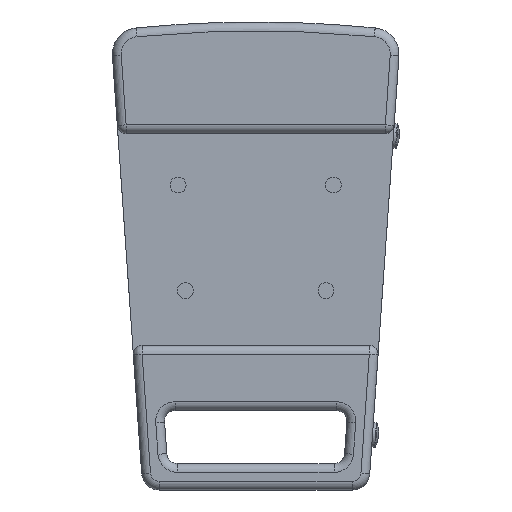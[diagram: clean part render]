
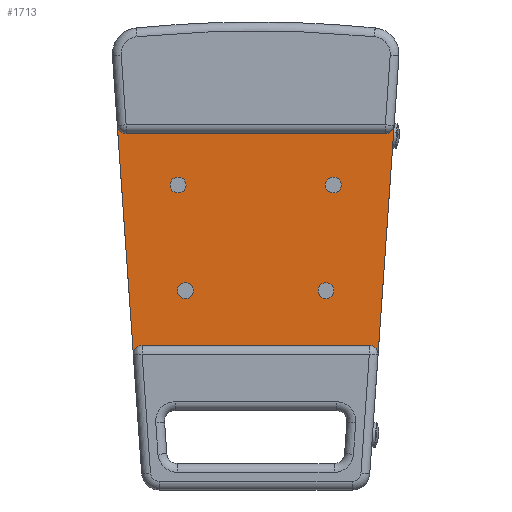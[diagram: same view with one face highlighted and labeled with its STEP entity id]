
A CAD part, left-side view. The second image highlights one B-rep face of the part: STEP entity #1713.
In plain terms, the highlighted planar face has unit normal (-1, 0, 0).
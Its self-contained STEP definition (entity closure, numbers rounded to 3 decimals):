
#72 = VECTOR ( 'NONE', #9643, 1000. ) ;
#120 = DIRECTION ( 'NONE',  ( 1., 0., 0. ) ) ;
#224 = DIRECTION ( 'NONE',  ( 0., 0., -1. ) ) ;
#402 = EDGE_CURVE ( 'NONE', #8626, #16815, #27081, .T. ) ;
#775 = ORIENTED_EDGE ( 'NONE', *, *, #15990, .F. ) ;
#817 = CARTESIAN_POINT ( 'NONE',  ( -225.5, -39.824, -12.5 ) ) ;
#1042 = EDGE_LOOP ( 'NONE', ( #8015, #775, #11562, #18008, #7570, #21809, #23528, #25737 ) ) ;
#1373 = DIRECTION ( 'NONE',  ( -1., 0., 0. ) ) ;
#1713 = ADVANCED_FACE ( 'NONE', ( #22442, #20787, #5913, #24809, #26635 ), #24940, .T. ) ;
#1873 = ORIENTED_EDGE ( 'NONE', *, *, #13357, .T. ) ;
#1920 = VERTEX_POINT ( 'NONE', #9293 ) ;
#1935 = CIRCLE ( 'NONE', #27241, 4.5 ) ;
#1978 = EDGE_CURVE ( 'NONE', #24401, #23780, #5183, .T. ) ;
#2164 = DIRECTION ( 'NONE',  ( -1., 0., 0. ) ) ;
#2415 = CIRCLE ( 'NONE', #18851, 4.5 ) ;
#2418 = CIRCLE ( 'NONE', #12650, 4.5 ) ;
#2718 = DIRECTION ( 'NONE',  ( 0., 0., 1. ) ) ;
#2721 = LINE ( 'NONE', #11193, #72 ) ;
#2867 = AXIS2_PLACEMENT_3D ( 'NONE', #25901, #5066, #13540 ) ;
#3412 = EDGE_CURVE ( 'NONE', #7708, #8894, #6532, .T. ) ;
#3920 = ORIENTED_EDGE ( 'NONE', *, *, #26377, .T. ) ;
#4392 = CARTESIAN_POINT ( 'NONE',  ( -225.5, 80.922, 121. ) ) ;
#4720 = CARTESIAN_POINT ( 'NONE',  ( -225.5, 73.463, 81. ) ) ;
#4797 = CARTESIAN_POINT ( 'NONE',  ( -225.5, -39.824, -8. ) ) ;
#5066 = DIRECTION ( 'NONE',  ( 1., 0., 0. ) ) ;
#5183 = CIRCLE ( 'NONE', #23430, 5. ) ;
#5432 = DIRECTION ( 'NONE',  ( 0., 0., 1. ) ) ;
#5621 = CIRCLE ( 'NONE', #17145, 4.5 ) ;
#5860 = EDGE_LOOP ( 'NONE', ( #17943, #23805 ) ) ;
#5877 = DIRECTION ( 'NONE',  ( 0., 0., 1. ) ) ;
#5913 = FACE_BOUND ( 'NONE', #13139, .T. ) ;
#6157 = EDGE_CURVE ( 'NONE', #14369, #8626, #12118, .T. ) ;
#6532 = LINE ( 'NONE', #15021, #18618 ) ;
#6830 = DIRECTION ( 'NONE',  ( 0., 0., -1. ) ) ;
#6923 = CARTESIAN_POINT ( 'NONE',  ( -225.5, -78.45, 85.651 ) ) ;
#7332 = DIRECTION ( 'NONE',  ( -1., 0., 0. ) ) ;
#7570 = ORIENTED_EDGE ( 'NONE', *, *, #402, .F. ) ;
#7708 = VERTEX_POINT ( 'NONE', #4720 ) ;
#8001 = EDGE_CURVE ( 'NONE', #11568, #1920, #5621, .T. ) ;
#8015 = ORIENTED_EDGE ( 'NONE', *, *, #27431, .F. ) ;
#8109 = VECTOR ( 'NONE', #16431, 1000. ) ;
#8387 = AXIS2_PLACEMENT_3D ( 'NONE', #23270, #2164, #10501 ) ;
#8392 = EDGE_LOOP ( 'NONE', ( #3920, #25191 ) ) ;
#8593 = CARTESIAN_POINT ( 'NONE',  ( -225.5, -44.009, 56.354 ) ) ;
#8626 = VERTEX_POINT ( 'NONE', #20424 ) ;
#8894 = VERTEX_POINT ( 'NONE', #23421 ) ;
#9008 = DIRECTION ( 'NONE',  ( 0., 0., 1. ) ) ;
#9293 = CARTESIAN_POINT ( 'NONE',  ( -225.5, 44.009, 56.354 ) ) ;
#9450 = CARTESIAN_POINT ( 'NONE',  ( -225.5, -44.009, 51.854 ) ) ;
#9643 = DIRECTION ( 'NONE',  ( 0., 1., 0. ) ) ;
#9714 = EDGE_CURVE ( 'NONE', #21904, #12469, #2415, .T. ) ;
#9936 = ORIENTED_EDGE ( 'NONE', *, *, #9714, .T. ) ;
#10285 = EDGE_CURVE ( 'NONE', #22586, #18787, #24647, .T. ) ;
#10336 = CIRCLE ( 'NONE', #2867, 4.5 ) ;
#10354 = CARTESIAN_POINT ( 'NONE',  ( -225.5, 64.372, -39. ) ) ;
#10501 = DIRECTION ( 'NONE',  ( 0., 0., -1. ) ) ;
#10555 = AXIS2_PLACEMENT_3D ( 'NONE', #17899, #7332, #26532 ) ;
#11193 = CARTESIAN_POINT ( 'NONE',  ( -225.5, 66.239, -39. ) ) ;
#11300 = CARTESIAN_POINT ( 'NONE',  ( -225.5, -44.009, 47.354 ) ) ;
#11372 = DIRECTION ( 'NONE',  ( 1., 0., 0. ) ) ;
#11408 = DIRECTION ( 'NONE',  ( 1., 0., 0. ) ) ;
#11562 = ORIENTED_EDGE ( 'NONE', *, *, #1978, .F. ) ;
#11568 = VERTEX_POINT ( 'NONE', #14806 ) ;
#11890 = DIRECTION ( 'NONE',  ( 0., 0., 1. ) ) ;
#12118 = LINE ( 'NONE', #14639, #8109 ) ;
#12122 = DIRECTION ( 'NONE',  ( 1., 0., 0. ) ) ;
#12469 = VERTEX_POINT ( 'NONE', #25710 ) ;
#12650 = AXIS2_PLACEMENT_3D ( 'NONE', #14773, #12122, #5877 ) ;
#12754 = CIRCLE ( 'NONE', #10555, 5. ) ;
#12875 = DIRECTION ( 'NONE',  ( 0., 0.07, 0.998 ) ) ;
#13003 = CARTESIAN_POINT ( 'NONE',  ( -225.5, -39.824, -8. ) ) ;
#13090 = CARTESIAN_POINT ( 'NONE',  ( -225.5, 69.36, -44.349 ) ) ;
#13136 = AXIS2_PLACEMENT_3D ( 'NONE', #26097, #11372, #9008 ) ;
#13139 = EDGE_LOOP ( 'NONE', ( #9936, #15375 ) ) ;
#13357 = EDGE_CURVE ( 'NONE', #18787, #22586, #1935, .T. ) ;
#13404 = DIRECTION ( 'NONE',  ( 1., 0., 0. ) ) ;
#13540 = DIRECTION ( 'NONE',  ( 0., 0., 1. ) ) ;
#13791 = CARTESIAN_POINT ( 'NONE',  ( -225.5, 39.824, -12.5 ) ) ;
#13855 = CIRCLE ( 'NONE', #16553, 4.5 ) ;
#13978 = CARTESIAN_POINT ( 'NONE',  ( -225.5, -64.372, -39. ) ) ;
#14066 = EDGE_CURVE ( 'NONE', #12469, #21904, #2418, .T. ) ;
#14251 = DIRECTION ( 'NONE',  ( 1., 0., 0. ) ) ;
#14369 = VERTEX_POINT ( 'NONE', #6923 ) ;
#14639 = CARTESIAN_POINT ( 'NONE',  ( -225.5, -64., -121. ) ) ;
#14773 = CARTESIAN_POINT ( 'NONE',  ( -225.5, 39.824, -8. ) ) ;
#14781 = AXIS2_PLACEMENT_3D ( 'NONE', #4797, #13404, #15486 ) ;
#14806 = CARTESIAN_POINT ( 'NONE',  ( -225.5, 44.009, 47.354 ) ) ;
#15021 = CARTESIAN_POINT ( 'NONE',  ( -225.5, 66.239, 81. ) ) ;
#15120 = DIRECTION ( 'NONE',  ( 0., 0., 1. ) ) ;
#15218 = DIRECTION ( 'NONE',  ( 1., 0., 0. ) ) ;
#15375 = ORIENTED_EDGE ( 'NONE', *, *, #14066, .T. ) ;
#15447 = CARTESIAN_POINT ( 'NONE',  ( -225.5, 73.463, 86. ) ) ;
#15486 = DIRECTION ( 'NONE',  ( 0., 0., 1. ) ) ;
#15990 = EDGE_CURVE ( 'NONE', #23780, #21314, #23418, .T. ) ;
#16431 = DIRECTION ( 'NONE',  ( 0., 0.07, -0.998 ) ) ;
#16553 = AXIS2_PLACEMENT_3D ( 'NONE', #13003, #15218, #2718 ) ;
#16635 = DIRECTION ( 'NONE',  ( -1., 0., 0. ) ) ;
#16815 = VERTEX_POINT ( 'NONE', #13978 ) ;
#17145 = AXIS2_PLACEMENT_3D ( 'NONE', #17194, #120, #15120 ) ;
#17194 = CARTESIAN_POINT ( 'NONE',  ( -225.5, 44.009, 51.854 ) ) ;
#17521 = DIRECTION ( 'NONE',  ( -1., 0., 0. ) ) ;
#17899 = CARTESIAN_POINT ( 'NONE',  ( -225.5, -73.463, 86. ) ) ;
#17943 = ORIENTED_EDGE ( 'NONE', *, *, #8001, .T. ) ;
#18008 = ORIENTED_EDGE ( 'NONE', *, *, #19274, .F. ) ;
#18618 = VECTOR ( 'NONE', #25707, 1000. ) ;
#18660 = CARTESIAN_POINT ( 'NONE',  ( -225.5, 78.45, 85.651 ) ) ;
#18689 = CARTESIAN_POINT ( 'NONE',  ( -225.5, 39.824, -8. ) ) ;
#18787 = VERTEX_POINT ( 'NONE', #8593 ) ;
#18851 = AXIS2_PLACEMENT_3D ( 'NONE', #18689, #14251, #11890 ) ;
#19274 = EDGE_CURVE ( 'NONE', #16815, #24401, #2721, .T. ) ;
#19277 = CARTESIAN_POINT ( 'NONE',  ( -225.5, -64.372, -44. ) ) ;
#19631 = VERTEX_POINT ( 'NONE', #22393 ) ;
#20424 = CARTESIAN_POINT ( 'NONE',  ( -225.5, -69.36, -44.349 ) ) ;
#20754 = VECTOR ( 'NONE', #12875, 1000. ) ;
#20787 = FACE_BOUND ( 'NONE', #5860, .T. ) ;
#21314 = VERTEX_POINT ( 'NONE', #18660 ) ;
#21809 = ORIENTED_EDGE ( 'NONE', *, *, #6157, .F. ) ;
#21904 = VERTEX_POINT ( 'NONE', #13791 ) ;
#22312 = CIRCLE ( 'NONE', #14781, 4.5 ) ;
#22393 = CARTESIAN_POINT ( 'NONE',  ( -225.5, -39.824, -3.5 ) ) ;
#22442 = FACE_OUTER_BOUND ( 'NONE', #1042, .T. ) ;
#22479 = CARTESIAN_POINT ( 'NONE',  ( -225.5, 64.372, -44. ) ) ;
#22586 = VERTEX_POINT ( 'NONE', #11300 ) ;
#23058 = AXIS2_PLACEMENT_3D ( 'NONE', #19277, #16635, #224 ) ;
#23270 = CARTESIAN_POINT ( 'NONE',  ( -225.5, 0., 0. ) ) ;
#23293 = EDGE_CURVE ( 'NONE', #8894, #14369, #12754, .T. ) ;
#23418 = LINE ( 'NONE', #4392, #20754 ) ;
#23421 = CARTESIAN_POINT ( 'NONE',  ( -225.5, -73.463, 81. ) ) ;
#23430 = AXIS2_PLACEMENT_3D ( 'NONE', #22479, #1373, #24134 ) ;
#23528 = ORIENTED_EDGE ( 'NONE', *, *, #23293, .F. ) ;
#23780 = VERTEX_POINT ( 'NONE', #13090 ) ;
#23805 = ORIENTED_EDGE ( 'NONE', *, *, #27091, .T. ) ;
#24079 = EDGE_LOOP ( 'NONE', ( #25961, #1873 ) ) ;
#24134 = DIRECTION ( 'NONE',  ( 0., 0., -1. ) ) ;
#24401 = VERTEX_POINT ( 'NONE', #10354 ) ;
#24647 = CIRCLE ( 'NONE', #13136, 4.5 ) ;
#24809 = FACE_BOUND ( 'NONE', #8392, .T. ) ;
#24896 = VERTEX_POINT ( 'NONE', #817 ) ;
#24940 = PLANE ( 'NONE',  #8387 ) ;
#25191 = ORIENTED_EDGE ( 'NONE', *, *, #26457, .T. ) ;
#25562 = AXIS2_PLACEMENT_3D ( 'NONE', #15447, #17521, #6830 ) ;
#25707 = DIRECTION ( 'NONE',  ( 0., -1., 0. ) ) ;
#25710 = CARTESIAN_POINT ( 'NONE',  ( -225.5, 39.824, -3.5 ) ) ;
#25737 = ORIENTED_EDGE ( 'NONE', *, *, #3412, .F. ) ;
#25901 = CARTESIAN_POINT ( 'NONE',  ( -225.5, 44.009, 51.854 ) ) ;
#25961 = ORIENTED_EDGE ( 'NONE', *, *, #10285, .T. ) ;
#26097 = CARTESIAN_POINT ( 'NONE',  ( -225.5, -44.009, 51.854 ) ) ;
#26377 = EDGE_CURVE ( 'NONE', #24896, #19631, #13855, .T. ) ;
#26407 = CIRCLE ( 'NONE', #25562, 5. ) ;
#26457 = EDGE_CURVE ( 'NONE', #19631, #24896, #22312, .T. ) ;
#26532 = DIRECTION ( 'NONE',  ( 0., 0., -1. ) ) ;
#26635 = FACE_BOUND ( 'NONE', #24079, .T. ) ;
#27081 = CIRCLE ( 'NONE', #23058, 5. ) ;
#27091 = EDGE_CURVE ( 'NONE', #1920, #11568, #10336, .T. ) ;
#27241 = AXIS2_PLACEMENT_3D ( 'NONE', #9450, #11408, #5432 ) ;
#27431 = EDGE_CURVE ( 'NONE', #21314, #7708, #26407, .T. ) ;
